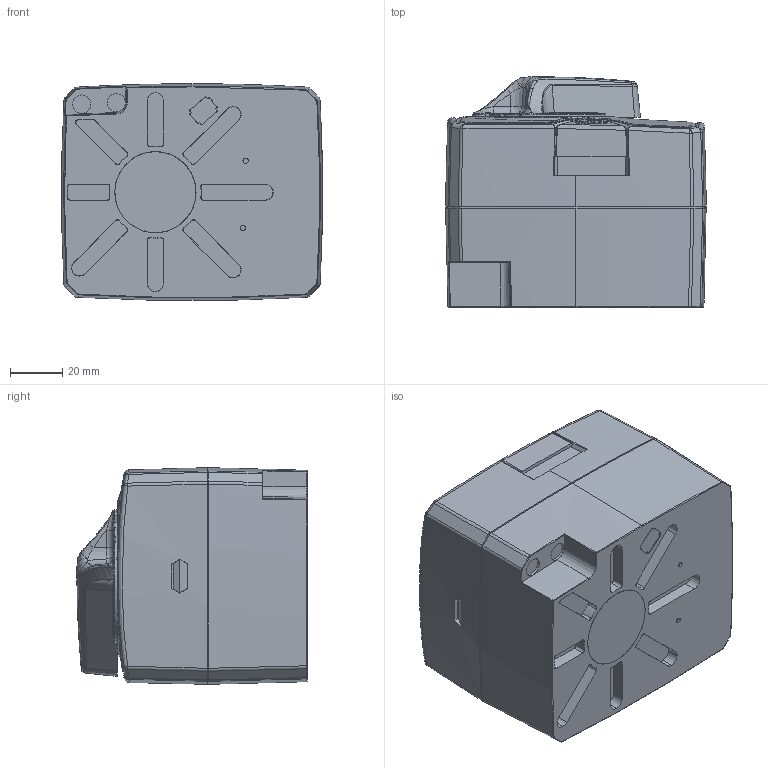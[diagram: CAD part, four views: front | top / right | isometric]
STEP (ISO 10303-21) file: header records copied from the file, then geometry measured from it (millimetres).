
FILE_DESCRIPTION(('TFLEX Exchange Step'),'2;1');
FILE_NAME('AMB-162R.stp', '2023-11-13T16:05:05+03:00',('RUCO3190'),('Unknown organisation'),'TFLEX Exchange 2022.1','T-FLEX CAD','Unknown authorisation');
FILE_SCHEMA( ('AP203_CONFIGURATION_CONTROLLED_3D_DESIGN_OF_MECHANICAL_PARTS_AND_ASSEMBLIES_MIM_LF') );
Length unit declared in the file: millimetre
Products named in the file (1): 0
Bounding box: 99.76 x 88.09 x 82.84 mm (x, y, z)
Volume: 561472.2 mm3; surface area: 65911.4 mm2
Topology: 3 solids, 9 shells, 1405 faces, 3747 edges, 2436 vertices
Faces by surface type: plane 627, bspline 476, cylinder 146, cone 100, torus 44, sphere 12
Full cylindrical faces by diameter (mm): 2 x2, 2.5 x4, 5.162 x1, 6 x1, 7 x2, 7.67 x1, 16 x1, 20 x1, 39.7 x1, 52.9 x1, 53 x1
Entity records: 73437 total; most frequent: CARTESIAN_POINT 43843, ORIENTED_EDGE 7464, DIRECTION 3954, EDGE_CURVE 3732, VERTEX_POINT 2437, B_SPLINE_CURVE_WITH_KNOTS 1925, EDGE_LOOP 1511, FACE_BOUND 1511
